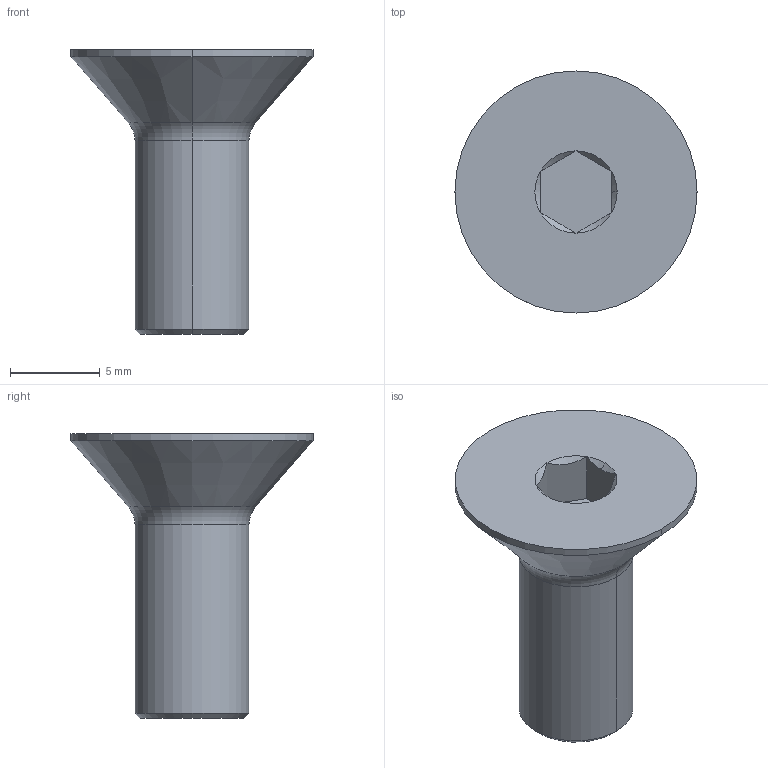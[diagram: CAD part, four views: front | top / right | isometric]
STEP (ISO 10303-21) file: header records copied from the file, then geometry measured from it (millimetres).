
FILE_DESCRIPTION (( 'STEP AP203' ), '1' );
FILE_NAME ('161075.step', '2022-01-27T15:34:09', ( '' ), ( '' ), 'SwSTEP 2.0', 'SolidWorks 2021', '' );
FILE_SCHEMA (( 'CONFIG_CONTROL_DESIGN' ));
Length unit declared in the file: inch
Products named in the file (1): 161075
Bounding box: 13.49 x 13.49 x 15.88 mm (x, y, z)
Volume: 709.6 mm3; surface area: 621.4 mm2
Topology: 1 solids, 1 shells, 26 faces, 49 edges, 26 vertices
Faces by surface type: cone 11, plane 9, cylinder 4, torus 2
Entity records: 814 total; most frequent: CARTESIAN_POINT 217, DIRECTION 117, ORIENTED_EDGE 98, EDGE_CURVE 49, AXIS2_PLACEMENT_3D 48, EDGE_LOOP 27, ADVANCED_FACE 26, VERTEX_POINT 26
